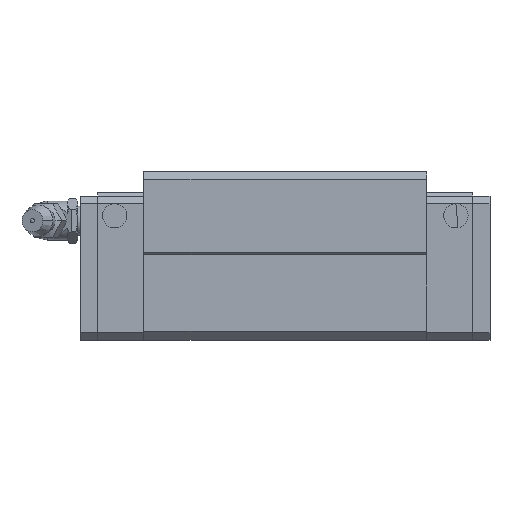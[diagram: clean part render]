
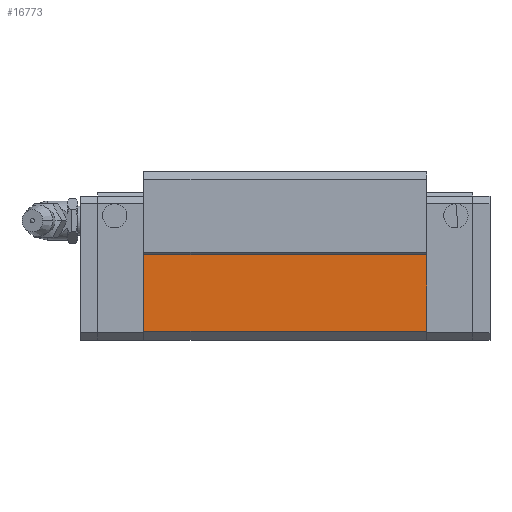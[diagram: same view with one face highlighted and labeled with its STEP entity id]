
A CAD part, front view. The second image highlights one B-rep face of the part: STEP entity #16773.
In plain terms, the highlighted planar face has unit normal (0, -1, 0).
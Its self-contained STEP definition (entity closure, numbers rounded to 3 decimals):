
#9 = EDGE_LOOP ( 'NONE', ( #1019, #18911, #25479, #16158 ) ) ;
#650 = DIRECTION ( 'NONE',  ( 1., 0., 0. ) ) ;
#1019 = ORIENTED_EDGE ( 'NONE', *, *, #14386, .F. ) ;
#2100 = CARTESIAN_POINT ( 'NONE',  ( 71., -23.5, 17.444 ) ) ;
#3961 = DIRECTION ( 'NONE',  ( 0., 0., 1. ) ) ;
#4995 = CARTESIAN_POINT ( 'NONE',  ( 13., -23.5, 1.8 ) ) ;
#5891 = LINE ( 'NONE', #18021, #22526 ) ;
#6336 = LINE ( 'NONE', #2100, #19503 ) ;
#6901 = VERTEX_POINT ( 'NONE', #19137 ) ;
#7751 = VECTOR ( 'NONE', #650, 1000. ) ;
#7878 = DIRECTION ( 'NONE',  ( 0., 0., 1. ) ) ;
#8812 = PLANE ( 'NONE',  #11233 ) ;
#11233 = AXIS2_PLACEMENT_3D ( 'NONE', #4995, #13040, #13545 ) ;
#11320 = CARTESIAN_POINT ( 'NONE',  ( 71., -23.5, 1.8 ) ) ;
#11439 = FACE_OUTER_BOUND ( 'NONE', #9, .T. ) ;
#12451 = EDGE_CURVE ( 'NONE', #19027, #6901, #6336, .T. ) ;
#13040 = DIRECTION ( 'NONE',  ( 0., -1., 0. ) ) ;
#13420 = CARTESIAN_POINT ( 'NONE',  ( 13., -23.5, 17.5 ) ) ;
#13422 = DIRECTION ( 'NONE',  ( -1., 0., 0. ) ) ;
#13545 = DIRECTION ( 'NONE',  ( 0., 0., -1. ) ) ;
#14386 = EDGE_CURVE ( 'NONE', #16437, #22318, #5891, .T. ) ;
#14873 = LINE ( 'NONE', #17232, #17108 ) ;
#16158 = ORIENTED_EDGE ( 'NONE', *, *, #16709, .T. ) ;
#16437 = VERTEX_POINT ( 'NONE', #21608 ) ;
#16709 = EDGE_CURVE ( 'NONE', #6901, #22318, #14873, .T. ) ;
#16773 = ADVANCED_FACE ( 'NONE', ( #11439 ), #8812, .T. ) ;
#17108 = VECTOR ( 'NONE', #13422, 1000. ) ;
#17232 = CARTESIAN_POINT ( 'NONE',  ( 13., -23.5, 17.5 ) ) ;
#18021 = CARTESIAN_POINT ( 'NONE',  ( 13., -23.5, 17.444 ) ) ;
#18564 = LINE ( 'NONE', #18703, #7751 ) ;
#18703 = CARTESIAN_POINT ( 'NONE',  ( 13., -23.5, 1.8 ) ) ;
#18911 = ORIENTED_EDGE ( 'NONE', *, *, #21039, .T. ) ;
#19027 = VERTEX_POINT ( 'NONE', #11320 ) ;
#19137 = CARTESIAN_POINT ( 'NONE',  ( 71., -23.5, 17.5 ) ) ;
#19503 = VECTOR ( 'NONE', #3961, 1000. ) ;
#21039 = EDGE_CURVE ( 'NONE', #16437, #19027, #18564, .T. ) ;
#21608 = CARTESIAN_POINT ( 'NONE',  ( 13., -23.5, 1.8 ) ) ;
#22318 = VERTEX_POINT ( 'NONE', #13420 ) ;
#22526 = VECTOR ( 'NONE', #7878, 1000. ) ;
#25479 = ORIENTED_EDGE ( 'NONE', *, *, #12451, .T. ) ;
